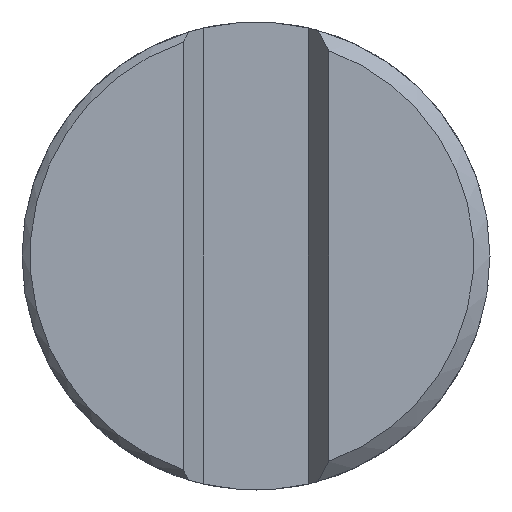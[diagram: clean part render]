
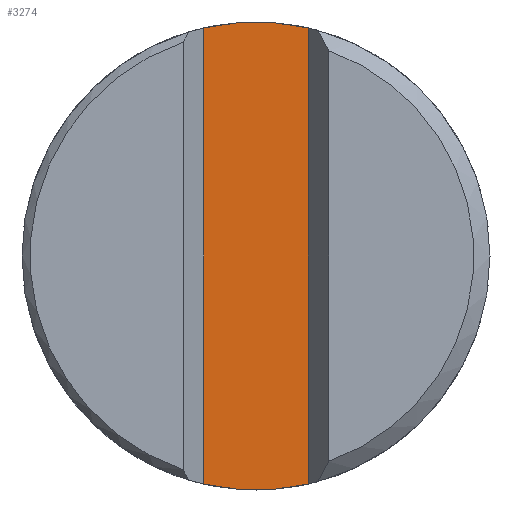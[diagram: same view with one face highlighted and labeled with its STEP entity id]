
A CAD part, front view. The second image highlights one B-rep face of the part: STEP entity #3274.
In plain terms, the highlighted planar face has unit normal (0, -1, 0).
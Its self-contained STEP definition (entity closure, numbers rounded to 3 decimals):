
#36=CARTESIAN_POINT('',(0.,0.375,0.));
#37=DIRECTION('',(0.,1.,0.));
#38=DIRECTION('',(-0.224,0.,0.975));
#39=AXIS2_PLACEMENT_3D('',#36,#37,#38);
#55=DIRECTION('',(0.,0.,1.));
#56=VECTOR('',#55,5.652);
#57=CARTESIAN_POINT('',(0.65,0.375,-2.826));
#58=LINE('',#57,#56);
#78=CARTESIAN_POINT('',(0.,0.375,0.));
#79=DIRECTION('',(0.,1.,0.));
#80=DIRECTION('',(0.224,0.,-0.975));
#81=AXIS2_PLACEMENT_3D('',#78,#79,#80);
#3084=DIRECTION('',(0.,0.,1.));
#3085=VECTOR('',#3084,5.652);
#3086=CARTESIAN_POINT('',(-0.65,0.375,-2.826));
#3087=LINE('',#3086,#3085);
#3104=CARTESIAN_POINT('',(0.65,0.375,-2.826));
#3105=CARTESIAN_POINT('',(0.65,0.375,2.826));
#3106=VERTEX_POINT('',#3104);
#3107=VERTEX_POINT('',#3105);
#3108=CARTESIAN_POINT('',(-0.65,0.375,-2.826));
#3109=CARTESIAN_POINT('',(-0.65,0.375,2.826));
#3110=VERTEX_POINT('',#3108);
#3111=VERTEX_POINT('',#3109);
#3261=CARTESIAN_POINT('',(0.65,0.375,-3.481));
#3262=DIRECTION('',(0.,1.,0.));
#3263=DIRECTION('',(-1.,0.,0.));
#3264=AXIS2_PLACEMENT_3D('',#3261,#3262,#3263);
#3265=PLANE('',#3264);
#3266=ORIENTED_EDGE('',*,*,#3215,.F.);
#3268=ORIENTED_EDGE('',*,*,#3267,.T.);
#3270=ORIENTED_EDGE('',*,*,#3269,.T.);
#3271=ORIENTED_EDGE('',*,*,#3246,.T.);
#3272=EDGE_LOOP('',(#3266,#3268,#3270,#3271));
#3273=FACE_OUTER_BOUND('',#3272,.F.);
#40=CIRCLE('',#39,2.9);
#82=CIRCLE('',#81,2.9);
#3215=EDGE_CURVE('',#3106,#3107,#58,.T.);
#3246=EDGE_CURVE('',#3111,#3107,#40,.T.);
#3267=EDGE_CURVE('',#3106,#3110,#82,.T.);
#3269=EDGE_CURVE('',#3110,#3111,#3087,.T.);
#3274=ADVANCED_FACE('',(#3273),#3265,.F.);
